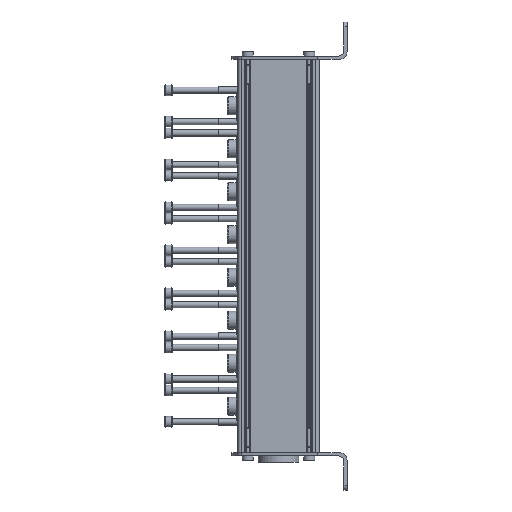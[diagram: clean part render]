
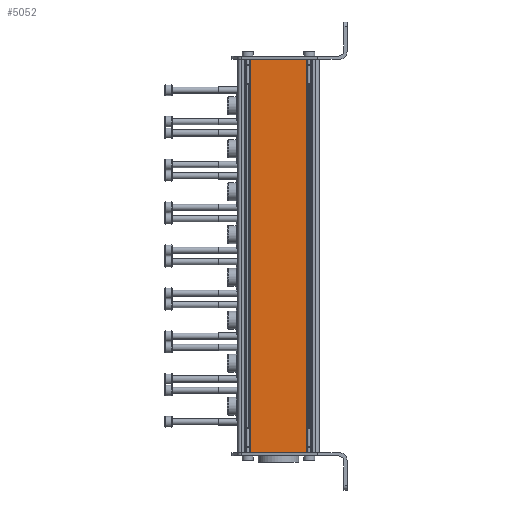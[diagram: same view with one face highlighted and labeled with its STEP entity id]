
A CAD part, left-side view. The second image highlights one B-rep face of the part: STEP entity #5052.
In plain terms, the highlighted planar face has unit normal (-1, 0, 0).
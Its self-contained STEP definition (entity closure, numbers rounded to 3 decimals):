
#378=LINE('',#8319,#702);
#379=LINE('',#8321,#703);
#380=LINE('',#8323,#704);
#381=LINE('',#8325,#705);
#702=VECTOR('',#6503,1000.);
#703=VECTOR('',#6506,1000.);
#704=VECTOR('',#6507,1000.);
#705=VECTOR('',#6508,1000.);
#930=PLANE('',#5540);
#1642=ORIENTED_EDGE('',*,*,#2909,.F.);
#1643=ORIENTED_EDGE('',*,*,#2908,.F.);
#1644=ORIENTED_EDGE('',*,*,#2910,.T.);
#1645=ORIENTED_EDGE('',*,*,#2911,.T.);
#2908=EDGE_CURVE('',#3509,#3508,#378,.T.);
#2909=EDGE_CURVE('',#3508,#3510,#379,.T.);
#2910=EDGE_CURVE('',#3509,#3511,#380,.T.);
#2911=EDGE_CURVE('',#3511,#3510,#381,.T.);
#3508=VERTEX_POINT('',#8316);
#3509=VERTEX_POINT('',#8318);
#3510=VERTEX_POINT('',#8322);
#3511=VERTEX_POINT('',#8324);
#3973=EDGE_LOOP('',(#1642,#1643,#1644,#1645));
#4455=FACE_BOUND('',#3973,.T.);
#5052=ADVANCED_FACE('',(#4455),#930,.T.);
#5540=AXIS2_PLACEMENT_3D('',#8320,#6504,#6505);
#6503=DIRECTION('',(0.,0.,1.));
#6504=DIRECTION('',(-1.,0.,0.));
#6505=DIRECTION('',(0.,0.,1.));
#6506=DIRECTION('',(0.,-1.,0.));
#6507=DIRECTION('',(0.,-1.,0.));
#6508=DIRECTION('',(0.,0.,1.));
#8316=CARTESIAN_POINT('',(-14.35,17.679,0.));
#8318=CARTESIAN_POINT('',(-14.35,17.679,-252.));
#8319=CARTESIAN_POINT('',(-14.35,17.679,-252.));
#8320=CARTESIAN_POINT('',(-14.35,17.679,-252.));
#8321=CARTESIAN_POINT('',(-14.35,17.679,0.));
#8322=CARTESIAN_POINT('',(-14.35,-17.679,0.));
#8323=CARTESIAN_POINT('',(-14.35,17.679,-252.));
#8324=CARTESIAN_POINT('',(-14.35,-17.679,-252.));
#8325=CARTESIAN_POINT('',(-14.35,-17.679,-252.));
